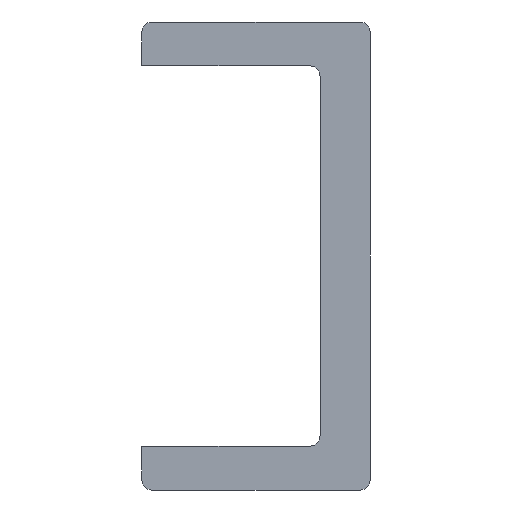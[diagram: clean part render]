
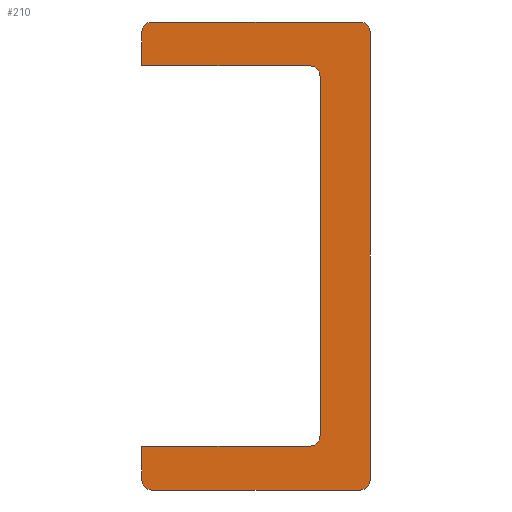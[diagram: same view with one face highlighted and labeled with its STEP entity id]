
A CAD part, front view. The second image highlights one B-rep face of the part: STEP entity #210.
In plain terms, the highlighted planar face has unit normal (0, -1, 0).
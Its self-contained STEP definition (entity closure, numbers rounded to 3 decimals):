
#210 = ADVANCED_FACE( '', ( #559 ), #560, .F. );
#559 = FACE_OUTER_BOUND( '', #1064, .T. );
#560 = PLANE( '', #1065 );
#1064 = EDGE_LOOP( '', ( #1658, #1659, #1660, #1661, #1662, #1663, #1664, #1665, #1666, #1667, #1668, #1669, #1670, #1671 ) );
#1065 = AXIS2_PLACEMENT_3D( '', #1672, #1673, #1674 );
#1658 = ORIENTED_EDGE( '', *, *, #2289, .F. );
#1659 = ORIENTED_EDGE( '', *, *, #2290, .T. );
#1660 = ORIENTED_EDGE( '', *, *, #2188, .F. );
#1661 = ORIENTED_EDGE( '', *, *, #2152, .T. );
#1662 = ORIENTED_EDGE( '', *, *, #2291, .F. );
#1663 = ORIENTED_EDGE( '', *, *, #2292, .F. );
#1664 = ORIENTED_EDGE( '', *, *, #2177, .F. );
#1665 = ORIENTED_EDGE( '', *, *, #2281, .F. );
#1666 = ORIENTED_EDGE( '', *, *, #2293, .F. );
#1667 = ORIENTED_EDGE( '', *, *, #2294, .F. );
#1668 = ORIENTED_EDGE( '', *, *, #2200, .F. );
#1669 = ORIENTED_EDGE( '', *, *, #2295, .T. );
#1670 = ORIENTED_EDGE( '', *, *, #2296, .F. );
#1671 = ORIENTED_EDGE( '', *, *, #2297, .T. );
#1672 = CARTESIAN_POINT( '', ( -10.5, 0., 21.5 ) );
#1673 = DIRECTION( '', ( 0., 1., 0. ) );
#1674 = DIRECTION( '', ( 0., 0., 1. ) );
#2152 = EDGE_CURVE( '', #2444, #2442, #2445, .F. );
#2177 = EDGE_CURVE( '', #2484, #2485, #2486, .T. );
#2188 = EDGE_CURVE( '', #2444, #2503, #2504, .T. );
#2200 = EDGE_CURVE( '', #2522, #2524, #2525, .T. );
#2281 = EDGE_CURVE( '', #2666, #2484, #2667, .T. );
#2289 = EDGE_CURVE( '', #2678, #2679, #2680, .T. );
#2290 = EDGE_CURVE( '', #2678, #2503, #2681, .F. );
#2291 = EDGE_CURVE( '', #2682, #2442, #2683, .T. );
#2292 = EDGE_CURVE( '', #2485, #2682, #2684, .T. );
#2293 = EDGE_CURVE( '', #2685, #2666, #2686, .T. );
#2294 = EDGE_CURVE( '', #2524, #2685, #2687, .T. );
#2295 = EDGE_CURVE( '', #2522, #2688, #2689, .F. );
#2296 = EDGE_CURVE( '', #2690, #2688, #2691, .T. );
#2297 = EDGE_CURVE( '', #2690, #2679, #2692, .F. );
#2442 = VERTEX_POINT( '', #2888 );
#2444 = VERTEX_POINT( '', #2891 );
#2445 = CIRCLE( '', #2892, 0.9 );
#2484 = VERTEX_POINT( '', #2932 );
#2485 = VERTEX_POINT( '', #2933 );
#2486 = CIRCLE( '', #2934, 1. );
#2503 = VERTEX_POINT( '', #2953 );
#2504 = LINE( '', #2954, #2955 );
#2522 = VERTEX_POINT( '', #2976 );
#2524 = VERTEX_POINT( '', #2979 );
#2525 = LINE( '', #2980, #2981 );
#2666 = VERTEX_POINT( '', #3123 );
#2667 = LINE( '', #3124, #3125 );
#2678 = VERTEX_POINT( '', #3138 );
#2679 = VERTEX_POINT( '', #3139 );
#2680 = LINE( '', #3140, #3141 );
#2681 = CIRCLE( '', #3142, 0.9 );
#2682 = VERTEX_POINT( '', #3143 );
#2683 = LINE( '', #3144, #3145 );
#2684 = LINE( '', #3146, #3147 );
#2685 = VERTEX_POINT( '', #3148 );
#2686 = CIRCLE( '', #3149, 1. );
#2687 = LINE( '', #3150, #3151 );
#2688 = VERTEX_POINT( '', #3152 );
#2689 = CIRCLE( '', #3153, 0.9 );
#2690 = VERTEX_POINT( '', #3154 );
#2691 = LINE( '', #3155, #3156 );
#2692 = CIRCLE( '', #3157, 0.9 );
#2888 = CARTESIAN_POINT( '', ( -10.5, 0., 20.6 ) );
#2891 = CARTESIAN_POINT( '', ( -9.6, 0., 21.5 ) );
#2892 = AXIS2_PLACEMENT_3D( '', #3367, #3368, #3369 );
#2932 = CARTESIAN_POINT( '', ( 5.9, 0., 16.5 ) );
#2933 = CARTESIAN_POINT( '', ( 4.9, 0., 17.5 ) );
#2934 = AXIS2_PLACEMENT_3D( '', #3413, #3414, #3415 );
#2953 = CARTESIAN_POINT( '', ( 9.6, 0., 21.5 ) );
#2954 = CARTESIAN_POINT( '', ( -10.5, 0., 21.5 ) );
#2955 = VECTOR( '', #3433, 1000. );
#2976 = CARTESIAN_POINT( '', ( -10.5, 0., -20.6 ) );
#2979 = CARTESIAN_POINT( '', ( -10.5, 0., -17.5 ) );
#2980 = CARTESIAN_POINT( '', ( -10.5, 0., -21.5 ) );
#2981 = VECTOR( '', #3450, 1000. );
#3123 = CARTESIAN_POINT( '', ( 5.9, 0., -16.5 ) );
#3124 = CARTESIAN_POINT( '', ( 5.9, 0., 16.5 ) );
#3125 = VECTOR( '', #3632, 1000. );
#3138 = CARTESIAN_POINT( '', ( 10.5, 0., 20.6 ) );
#3139 = CARTESIAN_POINT( '', ( 10.5, 0., -20.6 ) );
#3140 = CARTESIAN_POINT( '', ( 10.5, 0., 21.5 ) );
#3141 = VECTOR( '', #3641, 1000. );
#3142 = AXIS2_PLACEMENT_3D( '', #3642, #3643, #3644 );
#3143 = CARTESIAN_POINT( '', ( -10.5, 0., 17.5 ) );
#3144 = CARTESIAN_POINT( '', ( -10.5, 0., -21.5 ) );
#3145 = VECTOR( '', #3645, 1000. );
#3146 = CARTESIAN_POINT( '', ( 4.9, 0., 17.5 ) );
#3147 = VECTOR( '', #3646, 1000. );
#3148 = CARTESIAN_POINT( '', ( 4.9, 0., -17.5 ) );
#3149 = AXIS2_PLACEMENT_3D( '', #3647, #3648, #3649 );
#3150 = CARTESIAN_POINT( '', ( 4.9, 0., -17.5 ) );
#3151 = VECTOR( '', #3650, 1000. );
#3152 = CARTESIAN_POINT( '', ( -9.6, 0., -21.5 ) );
#3153 = AXIS2_PLACEMENT_3D( '', #3651, #3652, #3653 );
#3154 = CARTESIAN_POINT( '', ( 9.6, 0., -21.5 ) );
#3155 = CARTESIAN_POINT( '', ( 10.5, 0., -21.5 ) );
#3156 = VECTOR( '', #3654, 1000. );
#3157 = AXIS2_PLACEMENT_3D( '', #3655, #3656, #3657 );
#3367 = CARTESIAN_POINT( '', ( -9.6, 0., 20.6 ) );
#3368 = DIRECTION( '', ( 0., 1., 0. ) );
#3369 = DIRECTION( '', ( 0., 0., 1. ) );
#3413 = CARTESIAN_POINT( '', ( 4.9, 0., 16.5 ) );
#3414 = DIRECTION( '', ( 0., -1., 0. ) );
#3415 = DIRECTION( '', ( -1., 0., 0. ) );
#3433 = DIRECTION( '', ( 1., 0., 0. ) );
#3450 = DIRECTION( '', ( 0., 0., 1. ) );
#3632 = DIRECTION( '', ( 0., 0., 1. ) );
#3641 = DIRECTION( '', ( 0., 0., -1. ) );
#3642 = CARTESIAN_POINT( '', ( 9.6, 0., 20.6 ) );
#3643 = DIRECTION( '', ( 0., 1., 0. ) );
#3644 = DIRECTION( '', ( 0., 0., 1. ) );
#3645 = DIRECTION( '', ( 0., 0., 1. ) );
#3646 = DIRECTION( '', ( -1., 0., 0. ) );
#3647 = CARTESIAN_POINT( '', ( 4.9, 0., -16.5 ) );
#3648 = DIRECTION( '', ( 0., -1., 0. ) );
#3649 = DIRECTION( '', ( -1., 0., 0. ) );
#3650 = DIRECTION( '', ( 1., 0., 0. ) );
#3651 = CARTESIAN_POINT( '', ( -9.6, 0., -20.6 ) );
#3652 = DIRECTION( '', ( 0., 1., 0. ) );
#3653 = DIRECTION( '', ( 0., 0., 1. ) );
#3654 = DIRECTION( '', ( -1., 0., 0. ) );
#3655 = CARTESIAN_POINT( '', ( 9.6, 0., -20.6 ) );
#3656 = DIRECTION( '', ( 0., 1., 0. ) );
#3657 = DIRECTION( '', ( 0., 0., 1. ) );
